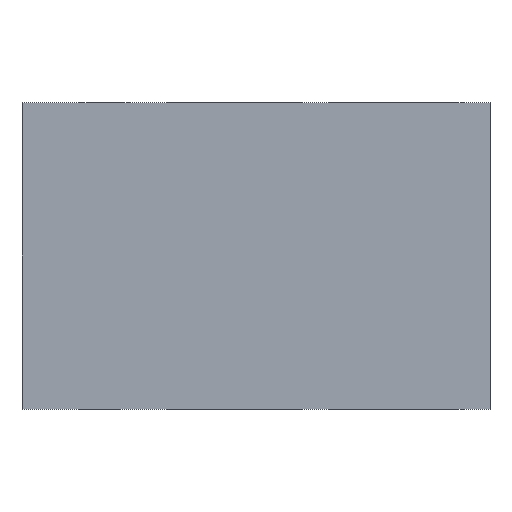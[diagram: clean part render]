
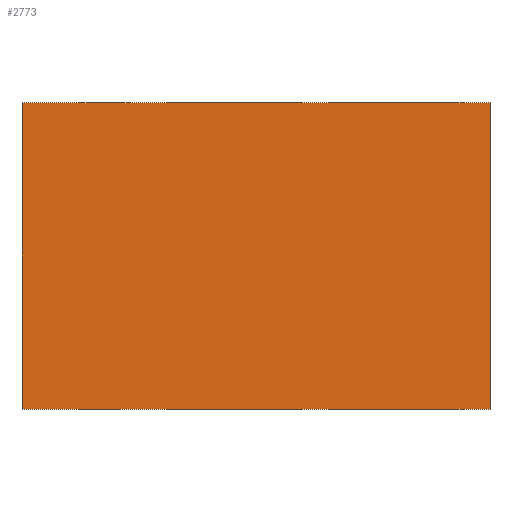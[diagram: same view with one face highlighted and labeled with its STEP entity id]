
A CAD part, front view. The second image highlights one B-rep face of the part: STEP entity #2773.
In plain terms, the highlighted planar face has unit normal (0, -1, 0).
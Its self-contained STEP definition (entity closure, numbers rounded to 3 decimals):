
#209=PLANE('',#3071);
#355=FACE_OUTER_BOUND('',#556,.T.);
#556=EDGE_LOOP('',(#2618,#2619,#2620,#2621));
#804=LINE('',#4667,#1059);
#807=LINE('',#4672,#1062);
#809=LINE('',#4676,#1064);
#811=LINE('',#4679,#1066);
#1059=VECTOR('',#3869,10.);
#1062=VECTOR('',#3874,10.);
#1064=VECTOR('',#3878,10.);
#1066=VECTOR('',#3882,10.);
#1457=VERTEX_POINT('',#4665);
#1458=VERTEX_POINT('',#4666);
#1459=VERTEX_POINT('',#4671);
#1460=VERTEX_POINT('',#4675);
#1840=EDGE_CURVE('',#1457,#1458,#804,.T.);
#1843=EDGE_CURVE('',#1458,#1459,#807,.T.);
#1845=EDGE_CURVE('',#1459,#1460,#809,.T.);
#1847=EDGE_CURVE('',#1460,#1457,#811,.T.);
#2618=ORIENTED_EDGE('',*,*,#1847,.T.);
#2619=ORIENTED_EDGE('',*,*,#1840,.T.);
#2620=ORIENTED_EDGE('',*,*,#1843,.T.);
#2621=ORIENTED_EDGE('',*,*,#1845,.T.);
#2773=ADVANCED_FACE('',(#355),#209,.F.);
#3071=AXIS2_PLACEMENT_3D('',#4680,#3883,#3884);
#3869=DIRECTION('',(0.,0.,-1.));
#3874=DIRECTION('',(1.,0.,0.));
#3878=DIRECTION('',(0.,0.,1.));
#3882=DIRECTION('',(-1.,0.,0.));
#3883=DIRECTION('center_axis',(0.,1.,0.));
#3884=DIRECTION('ref_axis',(0.,0.,1.));
#4665=CARTESIAN_POINT('',(-55.,0.,36.));
#4666=CARTESIAN_POINT('',(-55.,0.,-36.));
#4667=CARTESIAN_POINT('',(-55.,0.,36.));
#4671=CARTESIAN_POINT('',(55.,0.,-36.));
#4672=CARTESIAN_POINT('',(-55.,0.,-36.));
#4675=CARTESIAN_POINT('',(55.,0.,36.));
#4676=CARTESIAN_POINT('',(55.,0.,-36.));
#4679=CARTESIAN_POINT('',(55.,0.,36.));
#4680=CARTESIAN_POINT('Origin',(0.,0.,0.));
